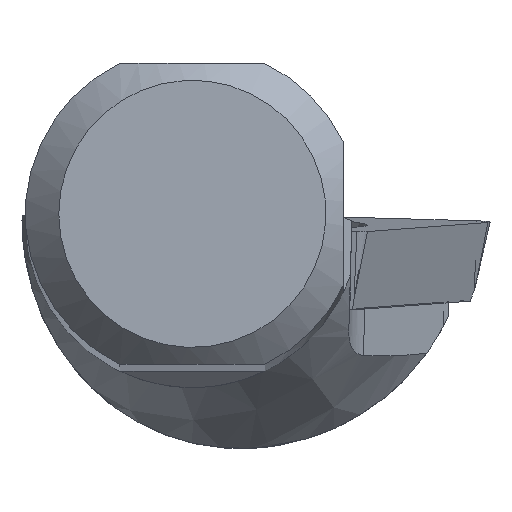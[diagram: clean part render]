
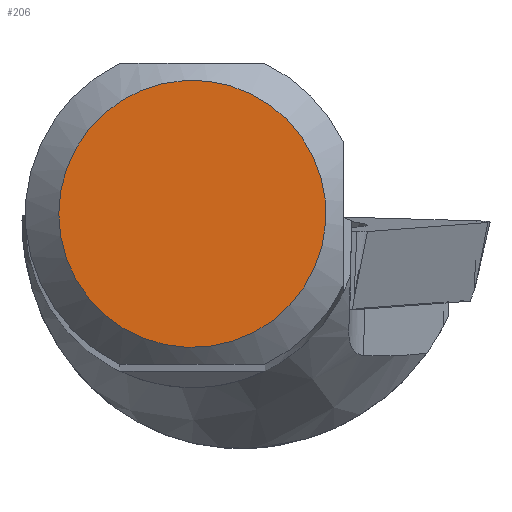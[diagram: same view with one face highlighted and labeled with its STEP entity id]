
A CAD part, top view. The second image highlights one B-rep face of the part: STEP entity #206.
In plain terms, the highlighted planar face has unit normal (0, 0, 1).
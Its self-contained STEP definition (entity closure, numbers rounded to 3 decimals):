
#158=FACE_OUTER_BOUND('',#451,.T.);
#206=ADVANCED_FACE('',(#158),#241,.T.);
#241=PLANE('',#1131);
#451=EDGE_LOOP('',(#626));
#626=ORIENTED_EDGE('',*,*,#933,.F.);
#819=VERTEX_POINT('',#1824);
#933=EDGE_CURVE('',#819,#819,#981,.T.);
#981=CIRCLE('',#1130,3.994);
#1130=AXIS2_PLACEMENT_3D('',#1823,#1343,#1344);
#1131=AXIS2_PLACEMENT_3D('',#1825,#1345,#1346);
#1343=DIRECTION('',(0.,0.,-1.));
#1344=DIRECTION('',(-1.,0.,0.));
#1345=DIRECTION('',(0.,0.,1.));
#1346=DIRECTION('',(-1.,0.,0.));
#1823=CARTESIAN_POINT('',(0.,0.,0.));
#1824=CARTESIAN_POINT('',(-3.994,0.,0.));
#1825=CARTESIAN_POINT('',(0.,0.,
0.));
